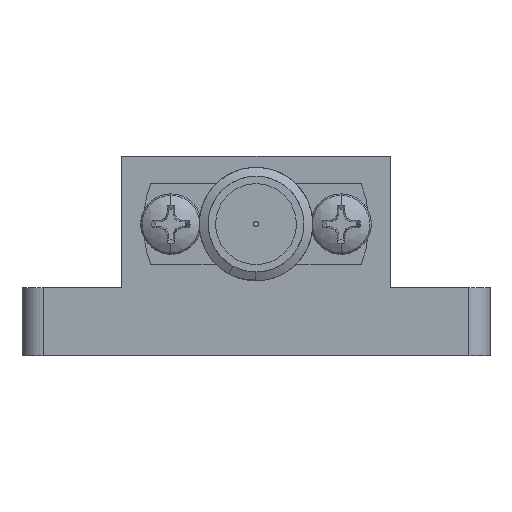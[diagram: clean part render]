
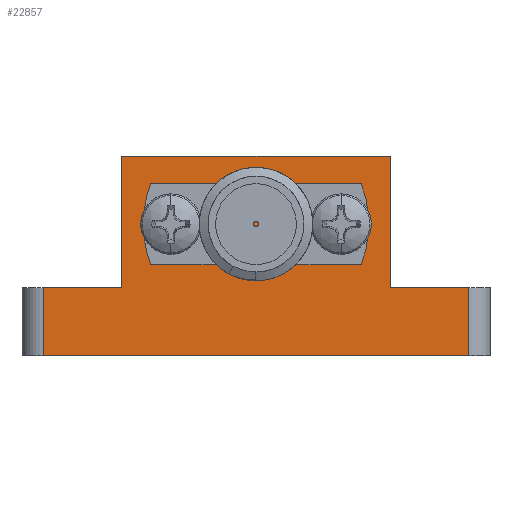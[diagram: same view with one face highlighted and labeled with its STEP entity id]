
A CAD part, front view. The second image highlights one B-rep face of the part: STEP entity #22857.
In plain terms, the highlighted planar face has unit normal (0, -1, 0).
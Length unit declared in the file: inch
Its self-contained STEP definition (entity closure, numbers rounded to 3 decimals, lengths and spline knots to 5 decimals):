
#866 = CARTESIAN_POINT ( 'NONE',  ( -0.315, -0.197, 0.47 ) ) ;
#1404 = LINE ( 'NONE', #866, #29048 ) ;
#1458 = EDGE_CURVE ( 'NONE', #27562, #7188, #19247, .T. ) ;
#1712 = CARTESIAN_POINT ( 'NONE',  ( 0.315, -0.197, 0.47 ) ) ;
#1824 = DIRECTION ( 'NONE',  ( 0., 0., -1. ) ) ;
#2232 = VECTOR ( 'NONE', #6519, 39.37008 ) ;
#2577 = VECTOR ( 'NONE', #20389, 39.37008 ) ;
#2738 = EDGE_CURVE ( 'NONE', #22282, #4481, #15571, .T. ) ;
#3702 = CARTESIAN_POINT ( 'NONE',  ( -0.5, -0.197, 0. ) ) ;
#3759 = EDGE_CURVE ( 'NONE', #12263, #7188, #4218, .T. ) ;
#3877 = VECTOR ( 'NONE', #9201, 39.37008 ) ;
#3880 = PLANE ( 'NONE',  #4762 ) ;
#4218 = LINE ( 'NONE', #12449, #21477 ) ;
#4452 = EDGE_CURVE ( 'NONE', #19787, #27562, #6100, .T. ) ;
#4481 = VERTEX_POINT ( 'NONE', #26142 ) ;
#4762 = AXIS2_PLACEMENT_3D ( 'NONE', #21153, #13702, #25648 ) ;
#5433 = EDGE_CURVE ( 'NONE', #27676, #12263, #9089, .T. ) ;
#6100 = LINE ( 'NONE', #8575, #2232 ) ;
#6127 = VECTOR ( 'NONE', #20816, 39.37008 ) ;
#6272 = EDGE_CURVE ( 'NONE', #22282, #19787, #24126, .T. ) ;
#6519 = DIRECTION ( 'NONE',  ( 1., 0., 0. ) ) ;
#6708 = CARTESIAN_POINT ( 'NONE',  ( 0.315, -0.197, 0.16 ) ) ;
#7053 = ORIENTED_EDGE ( 'NONE', *, *, #11498, .F. ) ;
#7188 = VERTEX_POINT ( 'NONE', #14884 ) ;
#7243 = EDGE_CURVE ( 'NONE', #19039, #4481, #1404, .T. ) ;
#7543 = CARTESIAN_POINT ( 'NONE',  ( -0.55, -0.197, 0.16 ) ) ;
#7593 = CARTESIAN_POINT ( 'NONE',  ( 0.315, -0.197, 0.47 ) ) ;
#8575 = CARTESIAN_POINT ( 'NONE',  ( -0.55, -0.197, 0. ) ) ;
#8611 = CARTESIAN_POINT ( 'NONE',  ( -0.5, -0.197, 0.16 ) ) ;
#8706 = ORIENTED_EDGE ( 'NONE', *, *, #1458, .T. ) ;
#9089 = LINE ( 'NONE', #1712, #20136 ) ;
#9201 = DIRECTION ( 'NONE',  ( 0., 0., 1. ) ) ;
#9408 = CARTESIAN_POINT ( 'NONE',  ( 0.5, -0.197, 0.16 ) ) ;
#11498 = EDGE_CURVE ( 'NONE', #19039, #27676, #25589, .T. ) ;
#12121 = CARTESIAN_POINT ( 'NONE',  ( 0.5, -0.197, 0. ) ) ;
#12263 = VERTEX_POINT ( 'NONE', #6708 ) ;
#12449 = CARTESIAN_POINT ( 'NONE',  ( -0.55, -0.197, 0.16 ) ) ;
#12779 = CARTESIAN_POINT ( 'NONE',  ( -0.315, -0.197, 0.47 ) ) ;
#12891 = VECTOR ( 'NONE', #24556, 39.37008 ) ;
#13150 = CARTESIAN_POINT ( 'NONE',  ( -0.315, -0.197, 0.47 ) ) ;
#13702 = DIRECTION ( 'NONE',  ( 0., 1., 0. ) ) ;
#14884 = CARTESIAN_POINT ( 'NONE',  ( 0.5, -0.197, 0.16 ) ) ;
#15200 = ORIENTED_EDGE ( 'NONE', *, *, #4452, .T. ) ;
#15571 = LINE ( 'NONE', #7543, #12891 ) ;
#16039 = DIRECTION ( 'NONE',  ( 0., 0., -1. ) ) ;
#16820 = ORIENTED_EDGE ( 'NONE', *, *, #7243, .T. ) ;
#17949 = ORIENTED_EDGE ( 'NONE', *, *, #2738, .F. ) ;
#19039 = VERTEX_POINT ( 'NONE', #12779 ) ;
#19247 = LINE ( 'NONE', #9408, #3877 ) ;
#19787 = VERTEX_POINT ( 'NONE', #3702 ) ;
#20136 = VECTOR ( 'NONE', #1824, 39.37008 ) ;
#20389 = DIRECTION ( 'NONE',  ( 1., 0., 0. ) ) ;
#20632 = EDGE_LOOP ( 'NONE', ( #17949, #29791, #15200, #8706, #29608, #23046, #7053, #16820 ) ) ;
#20816 = DIRECTION ( 'NONE',  ( 0., 0., -1. ) ) ;
#21153 = CARTESIAN_POINT ( 'NONE',  ( -0.55, -0.197, 0.16 ) ) ;
#21254 = FACE_OUTER_BOUND ( 'NONE', #20632, .T. ) ;
#21477 = VECTOR ( 'NONE', #24820, 39.37008 ) ;
#22282 = VERTEX_POINT ( 'NONE', #31797 ) ;
#22857 = ADVANCED_FACE ( 'NONE', ( #21254 ), #3880, .F. ) ;
#23046 = ORIENTED_EDGE ( 'NONE', *, *, #5433, .F. ) ;
#24126 = LINE ( 'NONE', #8611, #6127 ) ;
#24556 = DIRECTION ( 'NONE',  ( 1., 0., 0. ) ) ;
#24820 = DIRECTION ( 'NONE',  ( 1., 0., 0. ) ) ;
#25589 = LINE ( 'NONE', #13150, #2577 ) ;
#25648 = DIRECTION ( 'NONE',  ( 0., 0., 1. ) ) ;
#26142 = CARTESIAN_POINT ( 'NONE',  ( -0.315, -0.197, 0.16 ) ) ;
#27562 = VERTEX_POINT ( 'NONE', #12121 ) ;
#27676 = VERTEX_POINT ( 'NONE', #7593 ) ;
#29048 = VECTOR ( 'NONE', #16039, 39.37008 ) ;
#29608 = ORIENTED_EDGE ( 'NONE', *, *, #3759, .F. ) ;
#29791 = ORIENTED_EDGE ( 'NONE', *, *, #6272, .T. ) ;
#31797 = CARTESIAN_POINT ( 'NONE',  ( -0.5, -0.197, 0.16 ) ) ;
